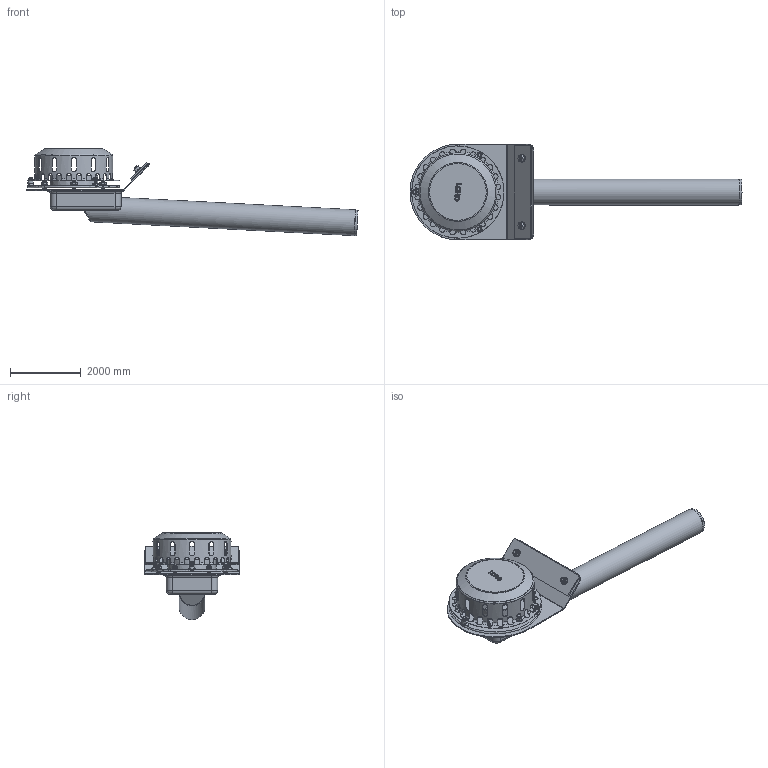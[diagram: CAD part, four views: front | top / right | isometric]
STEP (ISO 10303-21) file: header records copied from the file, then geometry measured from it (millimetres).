
FILE_DESCRIPTION(/* description */ (''),/* implementation_level */ '2;1');
FILE_NAME(/* name */ '01371.070X_3D.stp',/* time_stamp */ '2024-12-11T13:27:18+01:00',/* author */ ('CAD'),/* organization */ (''),/* preprocessor_version */ 'ST-DEVELOPER v20',/* originating_system */ 'AutoCAD Mechanical',/* authorisation */ '');
FILE_SCHEMA (('AUTOMOTIVE_DESIGN { 1 0 10303 214 3 1 1 }'));
Length unit declared in the file: centimetre
Products named in the file (6): Product; *S0; *U2; *U1; *U4; *U3
Assembly tree (12 placements, depth 3):
  Product
    *S0
    *U2
      *U1  x6
    *U4
      *U3  x3
Bounding box: 9363.01 x 2700 x 2463.22 mm (x, y, z)
Volume: 1023864389.9 mm3; surface area: 96117680.3 mm2
Topology: 28 solids, 28 shells, 1032 faces, 2590 edges, 1589 vertices
Faces by surface type: cone 378, plane 307, cylinder 217, torus 113, bspline 14, sphere 3
Full cylindrical faces by diameter (mm): 60 x3, 70 x12, 80 x21, 83.76 x8, 105 x2, 160 x8, 706 x1, 730 x1, 1220 x1, 2180 x1, 2200 x1, 2600 x1
Entity records: 33834 total; most frequent: CARTESIAN_POINT 11967, DIRECTION 4640, ORIENTED_EDGE 4548, EDGE_CURVE 2274, AXIS2_PLACEMENT_3D 1853, VERTEX_POINT 1391, EDGE_LOOP 1013, LINE 934
